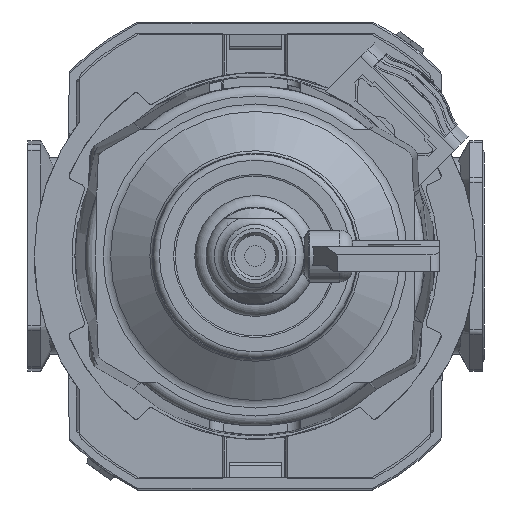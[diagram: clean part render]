
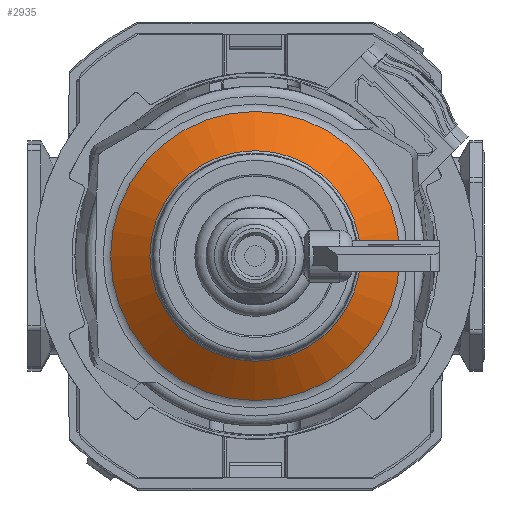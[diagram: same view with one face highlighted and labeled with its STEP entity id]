
A CAD part, front view. The second image highlights one B-rep face of the part: STEP entity #2935.
In plain terms, the highlighted conical face has half-angle 54.996 degrees and reference radius 22.24 mm.
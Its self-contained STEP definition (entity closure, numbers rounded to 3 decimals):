
#2935 = ADVANCED_FACE( '', ( #6051, #6052 ), #6053, .T. );
#6051 = FACE_BOUND( '', #9656, .T. );
#6052 = FACE_OUTER_BOUND( '', #9657, .T. );
#6053 = CONICAL_SURFACE( '', #9658, 22.24, 0.96 );
#9656 = EDGE_LOOP( '', ( #18229 ) );
#9657 = EDGE_LOOP( '', ( #18230 ) );
#9658 = AXIS2_PLACEMENT_3D( '', #18231, #18232, #18233 );
#18229 = ORIENTED_EDGE( '', *, *, #22998, .F. );
#18230 = ORIENTED_EDGE( '', *, *, #23056, .T. );
#18231 = CARTESIAN_POINT( '', ( 0., 5.938, 0. ) );
#18232 = DIRECTION( '', ( 0., 1., 0. ) );
#18233 = DIRECTION( '', ( -1., 0., 0. ) );
#22998 = EDGE_CURVE( '', #28563, #28563, #28564, .T. );
#23056 = EDGE_CURVE( '', #28632, #28632, #28633, .T. );
#28563 = VERTEX_POINT( '', #38573 );
#28564 = CIRCLE( '', #38574, 16.199 );
#28632 = VERTEX_POINT( '', #38688 );
#28633 = CIRCLE( '', #38689, 22.24 );
#38573 = CARTESIAN_POINT( '', ( 16.199, 1.708, 0. ) );
#38574 = AXIS2_PLACEMENT_3D( '', #43440, #43441, #43442 );
#38688 = CARTESIAN_POINT( '', ( 22.24, 5.938, 0. ) );
#38689 = AXIS2_PLACEMENT_3D( '', #43487, #43488, #43489 );
#43440 = CARTESIAN_POINT( '', ( 0., 1.708, 0. ) );
#43441 = DIRECTION( '', ( 0., -1., 0. ) );
#43442 = DIRECTION( '', ( 1., 0., 0. ) );
#43487 = CARTESIAN_POINT( '', ( 0., 5.938, 0. ) );
#43488 = DIRECTION( '', ( 0., -1., 0. ) );
#43489 = DIRECTION( '', ( 1., 0., 0. ) );
